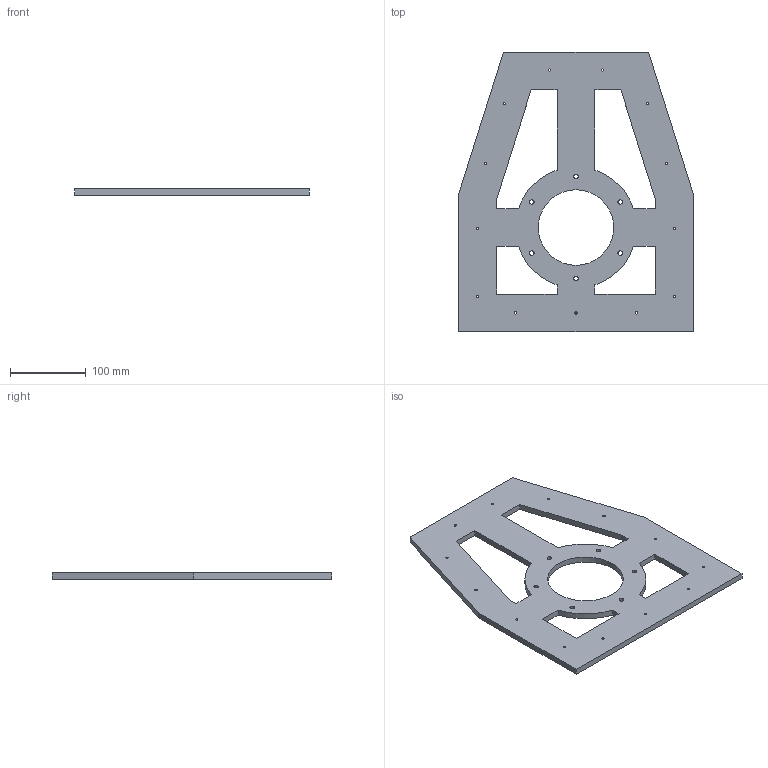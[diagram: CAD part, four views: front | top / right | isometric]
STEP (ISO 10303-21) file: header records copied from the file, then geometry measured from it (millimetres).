
FILE_DESCRIPTION((''),'2;1');
FILE_NAME('BE3','2017-05-22T',('salasloc'),(''),'CREO PARAMETRIC BY PTC INC, 2015080','CREO PARAMETRIC BY PTC INC, 2015080','');
FILE_SCHEMA(('CONFIG_CONTROL_DESIGN'));
Length unit declared in the file: millimetre
Products named in the file (1): BE3
Bounding box: 310 x 370 x 8 mm (x, y, z)
Volume: 590645.8 mm3; surface area: 172814.3 mm2
Topology: 1 solids, 1 shells, 71 faces, 207 edges, 138 vertices
Faces by surface type: cylinder 44, plane 27
Entity records: 2523 total; most frequent: DIRECTION 437, CARTESIAN_POINT 416, ORIENTED_EDGE 414, EDGE_CURVE 207, AXIS2_PLACEMENT_3D 159, VERTEX_POINT 138, VECTOR 119, LINE 119
